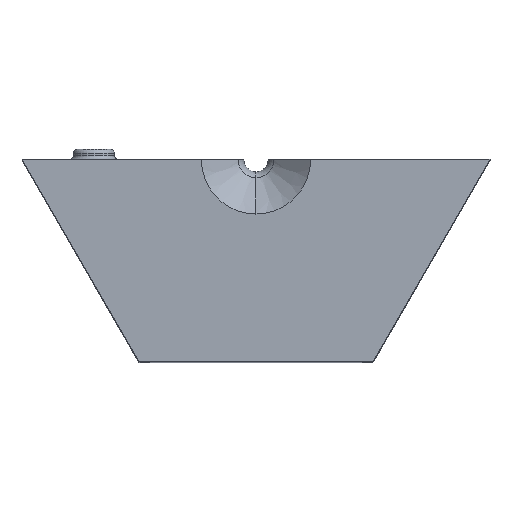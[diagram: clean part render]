
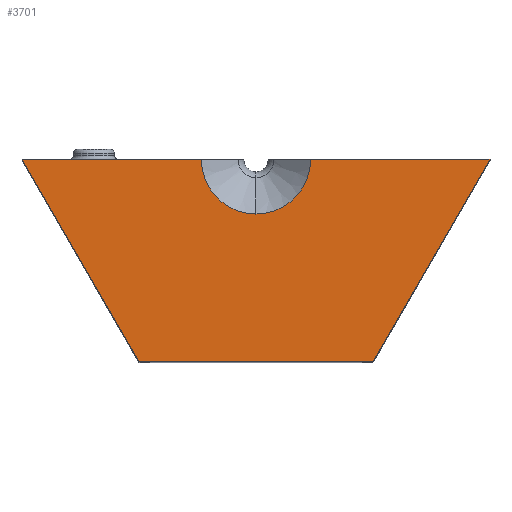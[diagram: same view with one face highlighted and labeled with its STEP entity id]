
A CAD part, top view. The second image highlights one B-rep face of the part: STEP entity #3701.
In plain terms, the highlighted planar face has unit normal (0, 0, 1).
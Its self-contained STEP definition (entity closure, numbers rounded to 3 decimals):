
#55 = PLANE('',#56);
#56 = AXIS2_PLACEMENT_3D('',#57,#58,#59);
#57 = CARTESIAN_POINT('',(0.,0.,15.));
#58 = DIRECTION('',(0.,1.,0.));
#59 = DIRECTION('',(0.,0.,1.));
#308 = VERTEX_POINT('',#309);
#309 = CARTESIAN_POINT('',(2.7,0.,24.658));
#321 = CYLINDRICAL_SURFACE('',#322,2.7);
#322 = AXIS2_PLACEMENT_3D('',#323,#324,#325);
#323 = CARTESIAN_POINT('',(0.,0.,27.));
#324 = DIRECTION('',(0.,0.,-1.));
#325 = DIRECTION('',(1.,0.,0.));
#333 = EDGE_CURVE('',#334,#308,#336,.T.);
#334 = VERTEX_POINT('',#335);
#335 = CARTESIAN_POINT('',(11.547,0.,24.658));
#336 = SURFACE_CURVE('',#337,(#341,#347),.PCURVE_S1.);
#337 = LINE('',#338,#339);
#338 = CARTESIAN_POINT('',(0.,0.,
    24.658));
#339 = VECTOR('',#340,1.);
#340 = DIRECTION('',(-1.,0.,0.));
#341 = PCURVE('',#55,#342);
#342 = DEFINITIONAL_REPRESENTATION('',(#343),#346);
#343 = B_SPLINE_CURVE_WITH_KNOTS('',1,(#344,#345),.UNSPECIFIED.,.F.,.F.,
  (2,2),(-13.856,13.856),.PIECEWISE_BEZIER_KNOTS.);
#344 = CARTESIAN_POINT('',(9.658,13.856));
#345 = CARTESIAN_POINT('',(9.658,-13.856));
#346 = ( GEOMETRIC_REPRESENTATION_CONTEXT(2) 
PARAMETRIC_REPRESENTATION_CONTEXT() REPRESENTATION_CONTEXT('2D SPACE',''
  ) );
#347 = PCURVE('',#348,#353);
#348 = PLANE('',#349);
#349 = AXIS2_PLACEMENT_3D('',#350,#351,#352);
#350 = CARTESIAN_POINT('',(0.,0.,24.658));
#351 = DIRECTION('',(0.,0.,1.));
#352 = DIRECTION('',(1.,0.,0.));
#353 = DEFINITIONAL_REPRESENTATION('',(#354),#357);
#354 = B_SPLINE_CURVE_WITH_KNOTS('',1,(#355,#356),.UNSPECIFIED.,.F.,.F.,
  (2,2),(-13.856,13.856),.PIECEWISE_BEZIER_KNOTS.);
#355 = CARTESIAN_POINT('',(13.856,0.));
#356 = CARTESIAN_POINT('',(-13.856,0.));
#357 = ( GEOMETRIC_REPRESENTATION_CONTEXT(2) 
PARAMETRIC_REPRESENTATION_CONTEXT() REPRESENTATION_CONTEXT('2D SPACE',''
  ) );
#375 = PLANE('',#376);
#376 = AXIS2_PLACEMENT_3D('',#377,#378,#379);
#377 = CARTESIAN_POINT('',(5.774,-10.,2.76));
#378 = DIRECTION('',(-0.866,0.5,0.));
#379 = DIRECTION('',(0.5,0.866,0.));
#1339 = PLANE('',#1340);
#1340 = AXIS2_PLACEMENT_3D('',#1341,#1342,#1343);
#1341 = CARTESIAN_POINT('',(0.,0.,15.)
  );
#1342 = DIRECTION('',(0.,1.,0.));
#1343 = DIRECTION('',(0.,0.,1.));
#3162 = PLANE('',#3163);
#3163 = AXIS2_PLACEMENT_3D('',#3164,#3165,#3166);
#3164 = CARTESIAN_POINT('',(0.,-10.,13.772));
#3165 = DIRECTION('',(-0.,-1.,-0.));
#3166 = DIRECTION('',(0.,0.,-1.));
#3458 = VERTEX_POINT('',#3459);
#3459 = CARTESIAN_POINT('',(5.774,-10.,24.658));
#3480 = EDGE_CURVE('',#3458,#334,#3481,.T.);
#3481 = SURFACE_CURVE('',#3482,(#3486,#3493),.PCURVE_S1.);
#3482 = LINE('',#3483,#3484);
#3483 = CARTESIAN_POINT('',(5.774,-10.,24.658));
#3484 = VECTOR('',#3485,1.);
#3485 = DIRECTION('',(0.5,0.866,0.));
#3486 = PCURVE('',#375,#3487);
#3487 = DEFINITIONAL_REPRESENTATION('',(#3488),#3492);
#3488 = LINE('',#3489,#3490);
#3489 = CARTESIAN_POINT('',(0.,-21.898));
#3490 = VECTOR('',#3491,1.);
#3491 = DIRECTION('',(1.,0.));
#3492 = ( GEOMETRIC_REPRESENTATION_CONTEXT(2) 
PARAMETRIC_REPRESENTATION_CONTEXT() REPRESENTATION_CONTEXT('2D SPACE',''
  ) );
#3493 = PCURVE('',#348,#3494);
#3494 = DEFINITIONAL_REPRESENTATION('',(#3495),#3499);
#3495 = LINE('',#3496,#3497);
#3496 = CARTESIAN_POINT('',(5.774,-10.));
#3497 = VECTOR('',#3498,1.);
#3498 = DIRECTION('',(0.5,0.866));
#3499 = ( GEOMETRIC_REPRESENTATION_CONTEXT(2) 
PARAMETRIC_REPRESENTATION_CONTEXT() REPRESENTATION_CONTEXT('2D SPACE',''
  ) );
#3701 = ADVANCED_FACE('',(#3702),#348,.T.);
#3702 = FACE_BOUND('',#3703,.T.);
#3703 = EDGE_LOOP('',(#3704,#3727,#3728,#3729,#3757,#3781,#3802));
#3704 = ORIENTED_EDGE('',*,*,#3705,.F.);
#3705 = EDGE_CURVE('',#3458,#3706,#3708,.T.);
#3706 = VERTEX_POINT('',#3707);
#3707 = CARTESIAN_POINT('',(-5.774,-10.,24.658));
#3708 = SURFACE_CURVE('',#3709,(#3713,#3720),.PCURVE_S1.);
#3709 = LINE('',#3710,#3711);
#3710 = CARTESIAN_POINT('',(0.,-10.,24.658));
#3711 = VECTOR('',#3712,1.);
#3712 = DIRECTION('',(-1.,-0.,-0.));
#3713 = PCURVE('',#348,#3714);
#3714 = DEFINITIONAL_REPRESENTATION('',(#3715),#3719);
#3715 = LINE('',#3716,#3717);
#3716 = CARTESIAN_POINT('',(0.,-10.));
#3717 = VECTOR('',#3718,1.);
#3718 = DIRECTION('',(-1.,0.));
#3719 = ( GEOMETRIC_REPRESENTATION_CONTEXT(2) 
PARAMETRIC_REPRESENTATION_CONTEXT() REPRESENTATION_CONTEXT('2D SPACE',''
  ) );
#3720 = PCURVE('',#3162,#3721);
#3721 = DEFINITIONAL_REPRESENTATION('',(#3722),#3726);
#3722 = LINE('',#3723,#3724);
#3723 = CARTESIAN_POINT('',(-10.887,0.));
#3724 = VECTOR('',#3725,1.);
#3725 = DIRECTION('',(0.,-1.));
#3726 = ( GEOMETRIC_REPRESENTATION_CONTEXT(2) 
PARAMETRIC_REPRESENTATION_CONTEXT() REPRESENTATION_CONTEXT('2D SPACE',''
  ) );
#3727 = ORIENTED_EDGE('',*,*,#3480,.T.);
#3728 = ORIENTED_EDGE('',*,*,#333,.T.);
#3729 = ORIENTED_EDGE('',*,*,#3730,.T.);
#3730 = EDGE_CURVE('',#308,#3731,#3733,.T.);
#3731 = VERTEX_POINT('',#3732);
#3732 = CARTESIAN_POINT('',(0.,-2.7,24.658));
#3733 = SURFACE_CURVE('',#3734,(#3739,#3750),.PCURVE_S1.);
#3734 = CIRCLE('',#3735,2.7);
#3735 = AXIS2_PLACEMENT_3D('',#3736,#3737,#3738);
#3736 = CARTESIAN_POINT('',(0.,0.,24.658));
#3737 = DIRECTION('',(0.,0.,-1.));
#3738 = DIRECTION('',(1.,0.,0.));
#3739 = PCURVE('',#348,#3740);
#3740 = DEFINITIONAL_REPRESENTATION('',(#3741),#3749);
#3741 = ( BOUNDED_CURVE() B_SPLINE_CURVE(2,(#3742,#3743,#3744,#3745,
#3746,#3747,#3748),.UNSPECIFIED.,.F.,.F.) B_SPLINE_CURVE_WITH_KNOTS((1,2
    ,2,2,2,1),(-2.094,0.,2.094,4.189,
6.283,8.378),.UNSPECIFIED.) CURVE() 
GEOMETRIC_REPRESENTATION_ITEM() RATIONAL_B_SPLINE_CURVE((1.,0.5,1.,0.5,
1.,0.5,1.)) REPRESENTATION_ITEM('') );
#3742 = CARTESIAN_POINT('',(2.7,0.));
#3743 = CARTESIAN_POINT('',(2.7,-4.677));
#3744 = CARTESIAN_POINT('',(-1.35,-2.338));
#3745 = CARTESIAN_POINT('',(-5.4,0.));
#3746 = CARTESIAN_POINT('',(-1.35,2.338));
#3747 = CARTESIAN_POINT('',(2.7,4.677));
#3748 = CARTESIAN_POINT('',(2.7,0.));
#3749 = ( GEOMETRIC_REPRESENTATION_CONTEXT(2) 
PARAMETRIC_REPRESENTATION_CONTEXT() REPRESENTATION_CONTEXT('2D SPACE',''
  ) );
#3750 = PCURVE('',#321,#3751);
#3751 = DEFINITIONAL_REPRESENTATION('',(#3752),#3756);
#3752 = LINE('',#3753,#3754);
#3753 = CARTESIAN_POINT('',(0.,2.342));
#3754 = VECTOR('',#3755,1.);
#3755 = DIRECTION('',(1.,0.));
#3756 = ( GEOMETRIC_REPRESENTATION_CONTEXT(2) 
PARAMETRIC_REPRESENTATION_CONTEXT() REPRESENTATION_CONTEXT('2D SPACE',''
  ) );
#3757 = ORIENTED_EDGE('',*,*,#3758,.F.);
#3758 = EDGE_CURVE('',#3759,#3731,#3761,.T.);
#3759 = VERTEX_POINT('',#3760);
#3760 = CARTESIAN_POINT('',(-2.7,0.,24.658));
#3761 = SURFACE_CURVE('',#3762,(#3767,#3774),.PCURVE_S1.);
#3762 = CIRCLE('',#3763,2.7);
#3763 = AXIS2_PLACEMENT_3D('',#3764,#3765,#3766);
#3764 = CARTESIAN_POINT('',(0.,0.,24.658));
#3765 = DIRECTION('',(0.,0.,1.));
#3766 = DIRECTION('',(-1.,0.,0.));
#3767 = PCURVE('',#348,#3768);
#3768 = DEFINITIONAL_REPRESENTATION('',(#3769),#3773);
#3769 = CIRCLE('',#3770,2.7);
#3770 = AXIS2_PLACEMENT_2D('',#3771,#3772);
#3771 = CARTESIAN_POINT('',(0.,0.));
#3772 = DIRECTION('',(-1.,0.));
#3773 = ( GEOMETRIC_REPRESENTATION_CONTEXT(2) 
PARAMETRIC_REPRESENTATION_CONTEXT() REPRESENTATION_CONTEXT('2D SPACE',''
  ) );
#3774 = PCURVE('',#321,#3775);
#3775 = DEFINITIONAL_REPRESENTATION('',(#3776),#3780);
#3776 = LINE('',#3777,#3778);
#3777 = CARTESIAN_POINT('',(3.142,2.342));
#3778 = VECTOR('',#3779,1.);
#3779 = DIRECTION('',(-1.,0.));
#3780 = ( GEOMETRIC_REPRESENTATION_CONTEXT(2) 
PARAMETRIC_REPRESENTATION_CONTEXT() REPRESENTATION_CONTEXT('2D SPACE',''
  ) );
#3781 = ORIENTED_EDGE('',*,*,#3782,.T.);
#3782 = EDGE_CURVE('',#3759,#3783,#3785,.T.);
#3783 = VERTEX_POINT('',#3784);
#3784 = CARTESIAN_POINT('',(-11.547,0.,24.658));
#3785 = SURFACE_CURVE('',#3786,(#3790,#3796),.PCURVE_S1.);
#3786 = LINE('',#3787,#3788);
#3787 = CARTESIAN_POINT('',(0.,0.,
    24.658));
#3788 = VECTOR('',#3789,1.);
#3789 = DIRECTION('',(-1.,0.,0.));
#3790 = PCURVE('',#348,#3791);
#3791 = DEFINITIONAL_REPRESENTATION('',(#3792),#3795);
#3792 = B_SPLINE_CURVE_WITH_KNOTS('',1,(#3793,#3794),.UNSPECIFIED.,.F.,
  .F.,(2,2),(-13.856,13.856),.PIECEWISE_BEZIER_KNOTS.);
#3793 = CARTESIAN_POINT('',(13.856,0.));
#3794 = CARTESIAN_POINT('',(-13.856,0.));
#3795 = ( GEOMETRIC_REPRESENTATION_CONTEXT(2) 
PARAMETRIC_REPRESENTATION_CONTEXT() REPRESENTATION_CONTEXT('2D SPACE',''
  ) );
#3796 = PCURVE('',#1339,#3797);
#3797 = DEFINITIONAL_REPRESENTATION('',(#3798),#3801);
#3798 = B_SPLINE_CURVE_WITH_KNOTS('',1,(#3799,#3800),.UNSPECIFIED.,.F.,
  .F.,(2,2),(-13.856,13.856),.PIECEWISE_BEZIER_KNOTS.);
#3799 = CARTESIAN_POINT('',(9.658,13.856));
#3800 = CARTESIAN_POINT('',(9.658,-13.856));
#3801 = ( GEOMETRIC_REPRESENTATION_CONTEXT(2) 
PARAMETRIC_REPRESENTATION_CONTEXT() REPRESENTATION_CONTEXT('2D SPACE',''
  ) );
#3802 = ORIENTED_EDGE('',*,*,#3803,.F.);
#3803 = EDGE_CURVE('',#3706,#3783,#3804,.T.);
#3804 = SURFACE_CURVE('',#3805,(#3809,#3816),.PCURVE_S1.);
#3805 = LINE('',#3806,#3807);
#3806 = CARTESIAN_POINT('',(-5.774,-10.,24.658));
#3807 = VECTOR('',#3808,1.);
#3808 = DIRECTION('',(-0.5,0.866,0.));
#3809 = PCURVE('',#348,#3810);
#3810 = DEFINITIONAL_REPRESENTATION('',(#3811),#3815);
#3811 = LINE('',#3812,#3813);
#3812 = CARTESIAN_POINT('',(-5.774,-10.));
#3813 = VECTOR('',#3814,1.);
#3814 = DIRECTION('',(-0.5,0.866));
#3815 = ( GEOMETRIC_REPRESENTATION_CONTEXT(2) 
PARAMETRIC_REPRESENTATION_CONTEXT() REPRESENTATION_CONTEXT('2D SPACE',''
  ) );
#3816 = PCURVE('',#3817,#3822);
#3817 = PLANE('',#3818);
#3818 = AXIS2_PLACEMENT_3D('',#3819,#3820,#3821);
#3819 = CARTESIAN_POINT('',(-5.774,-10.,2.76));
#3820 = DIRECTION('',(0.866,0.5,0.));
#3821 = DIRECTION('',(0.5,-0.866,0.));
#3822 = DEFINITIONAL_REPRESENTATION('',(#3823),#3827);
#3823 = LINE('',#3824,#3825);
#3824 = CARTESIAN_POINT('',(-0.,-21.898));
#3825 = VECTOR('',#3826,1.);
#3826 = DIRECTION('',(-1.,0.));
#3827 = ( GEOMETRIC_REPRESENTATION_CONTEXT(2) 
PARAMETRIC_REPRESENTATION_CONTEXT() REPRESENTATION_CONTEXT('2D SPACE',''
  ) );
